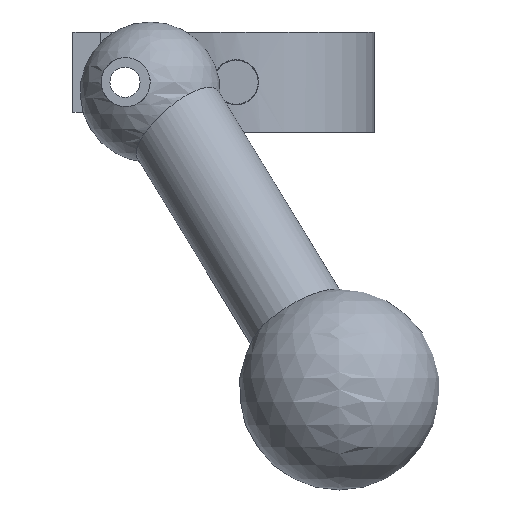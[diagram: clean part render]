
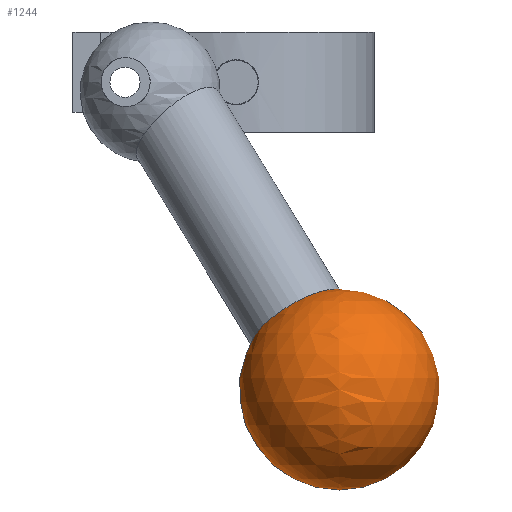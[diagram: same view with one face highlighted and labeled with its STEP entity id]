
A CAD part, left-side view. The second image highlights one B-rep face of the part: STEP entity #1244.
In plain terms, the highlighted spherical face has radius 10 mm.
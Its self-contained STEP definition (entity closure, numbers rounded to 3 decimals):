
#13=SPHERICAL_SURFACE('',#1366,10.);
#64=FACE_BOUND('',#240,.T.);
#162=FACE_OUTER_BOUND('',#239,.T.);
#239=EDGE_LOOP('',(#1104,#1105));
#240=EDGE_LOOP('',(#1106));
#474=CIRCLE('',#1367,10.);
#475=CIRCLE('',#1368,5.2);
#590=VERTEX_POINT('',#2365);
#591=VERTEX_POINT('',#2366);
#592=VERTEX_POINT('',#2368);
#766=EDGE_CURVE('',#590,#591,#474,.T.);
#767=EDGE_CURVE('',#592,#592,#475,.T.);
#1104=ORIENTED_EDGE('',*,*,#766,.T.);
#1105=ORIENTED_EDGE('',*,*,#766,.F.);
#1106=ORIENTED_EDGE('',*,*,#767,.F.);
#1244=ADVANCED_FACE('',(#162,#64),#13,.T.);
#1366=AXIS2_PLACEMENT_3D('',#2364,#1661,#1662);
#1367=AXIS2_PLACEMENT_3D('',#2367,#1663,#1664);
#1368=AXIS2_PLACEMENT_3D('',#2369,#1665,#1666);
#1661=DIRECTION('center_axis',(0.,0.,1.));
#1662=DIRECTION('ref_axis',(1.,0.,0.));
#1663=DIRECTION('center_axis',(0.,-1.,0.));
#1664=DIRECTION('ref_axis',(-1.,0.,0.));
#1665=DIRECTION('center_axis',(0.31,0.495,0.812));
#1666=DIRECTION('ref_axis',(-0.924,-0.046,0.381));
#2364=CARTESIAN_POINT('Origin',(-53.366,11.003,-41.915));
#2365=CARTESIAN_POINT('',(-53.366,11.003,-31.915));
#2366=CARTESIAN_POINT('',(-53.366,11.003,-51.915));
#2367=CARTESIAN_POINT('Origin',(-53.366,11.003,-41.915));
#2368=CARTESIAN_POINT('',(-45.916,15.468,-36.96));
#2369=CARTESIAN_POINT('Origin',(-50.719,15.23,-34.981));
